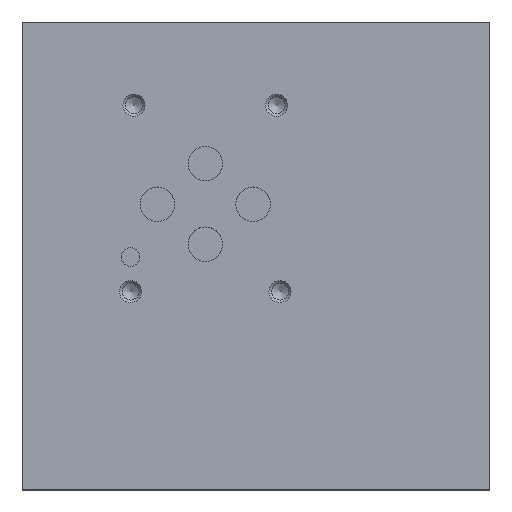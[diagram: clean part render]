
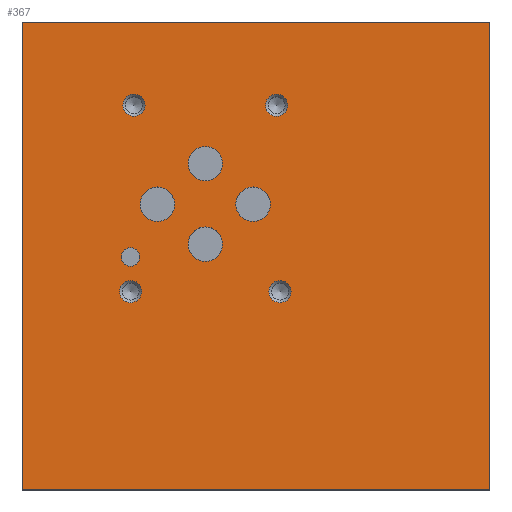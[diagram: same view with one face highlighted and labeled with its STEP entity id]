
A CAD part, top view. The second image highlights one B-rep face of the part: STEP entity #367.
In plain terms, the highlighted planar face has unit normal (0, 0, 1).
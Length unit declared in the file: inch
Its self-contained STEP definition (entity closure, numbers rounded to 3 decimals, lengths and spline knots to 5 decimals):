
#367 = ADVANCED_FACE( '', ( #978, #979, #980, #981, #982, #983, #984, #985, #986, #987 ), #988, .F. );
#978 = FACE_BOUND( '', #1888, .T. );
#979 = FACE_BOUND( '', #1889, .T. );
#980 = FACE_BOUND( '', #1890, .T. );
#981 = FACE_BOUND( '', #1891, .T. );
#982 = FACE_BOUND( '', #1892, .T. );
#983 = FACE_BOUND( '', #1893, .T. );
#984 = FACE_BOUND( '', #1894, .T. );
#985 = FACE_BOUND( '', #1895, .T. );
#986 = FACE_BOUND( '', #1896, .T. );
#987 = FACE_OUTER_BOUND( '', #1897, .T. );
#988 = PLANE( '', #1898 );
#1888 = EDGE_LOOP( '', ( #3047 ) );
#1889 = EDGE_LOOP( '', ( #3048 ) );
#1890 = EDGE_LOOP( '', ( #3049 ) );
#1891 = EDGE_LOOP( '', ( #3050 ) );
#1892 = EDGE_LOOP( '', ( #3051 ) );
#1893 = EDGE_LOOP( '', ( #3052 ) );
#1894 = EDGE_LOOP( '', ( #3053 ) );
#1895 = EDGE_LOOP( '', ( #3054 ) );
#1896 = EDGE_LOOP( '', ( #3055 ) );
#1897 = EDGE_LOOP( '', ( #3056, #3057, #3058, #3059 ) );
#1898 = AXIS2_PLACEMENT_3D( '', #3060, #3061, #3062 );
#3047 = ORIENTED_EDGE( '', *, *, #5131, .F. );
#3048 = ORIENTED_EDGE( '', *, *, #4964, .F. );
#3049 = ORIENTED_EDGE( '', *, *, #5132, .F. );
#3050 = ORIENTED_EDGE( '', *, *, #5133, .F. );
#3051 = ORIENTED_EDGE( '', *, *, #4886, .F. );
#3052 = ORIENTED_EDGE( '', *, *, #5134, .F. );
#3053 = ORIENTED_EDGE( '', *, *, #5135, .F. );
#3054 = ORIENTED_EDGE( '', *, *, #5136, .F. );
#3055 = ORIENTED_EDGE( '', *, *, #5070, .F. );
#3056 = ORIENTED_EDGE( '', *, *, #5137, .T. );
#3057 = ORIENTED_EDGE( '', *, *, #5057, .F. );
#3058 = ORIENTED_EDGE( '', *, *, #5138, .F. );
#3059 = ORIENTED_EDGE( '', *, *, #5139, .T. );
#3060 = CARTESIAN_POINT( '', ( 4., 4., 4. ) );
#3061 = DIRECTION( '', ( 0., 0., -1. ) );
#3062 = DIRECTION( '', ( -1., 0., 0. ) );
#4886 = EDGE_CURVE( '', #5749, #5749, #5750, .T. );
#4964 = EDGE_CURVE( '', #5885, #5885, #5886, .T. );
#5057 = EDGE_CURVE( '', #6063, #6058, #6065, .T. );
#5070 = EDGE_CURVE( '', #6082, #6082, #6083, .T. );
#5131 = EDGE_CURVE( '', #6188, #6188, #6189, .T. );
#5132 = EDGE_CURVE( '', #6190, #6190, #6191, .T. );
#5133 = EDGE_CURVE( '', #6192, #6192, #6193, .T. );
#5134 = EDGE_CURVE( '', #6194, #6194, #6195, .T. );
#5135 = EDGE_CURVE( '', #6196, #6196, #6197, .T. );
#5136 = EDGE_CURVE( '', #6198, #6198, #6199, .T. );
#5137 = EDGE_CURVE( '', #6200, #6058, #6201, .T. );
#5138 = EDGE_CURVE( '', #6202, #6063, #6203, .T. );
#5139 = EDGE_CURVE( '', #6202, #6200, #6204, .T. );
#5749 = VERTEX_POINT( '', #7013 );
#5750 = CIRCLE( '', #7014, 0.079 );
#5885 = VERTEX_POINT( '', #7181 );
#5886 = CIRCLE( '', #7182, 0.095 );
#6058 = VERTEX_POINT( '', #7413 );
#6063 = VERTEX_POINT( '', #7420 );
#6065 = LINE( '', #7423, #7424 );
#6082 = VERTEX_POINT( '', #7443 );
#6083 = CIRCLE( '', #7444, 0.1475 );
#6188 = VERTEX_POINT( '', #7604 );
#6189 = CIRCLE( '', #7605, 0.095 );
#6190 = VERTEX_POINT( '', #7606 );
#6191 = CIRCLE( '', #7607, 0.095 );
#6192 = VERTEX_POINT( '', #7608 );
#6193 = CIRCLE( '', #7609, 0.095 );
#6194 = VERTEX_POINT( '', #7610 );
#6195 = CIRCLE( '', #7611, 0.1475 );
#6196 = VERTEX_POINT( '', #7612 );
#6197 = CIRCLE( '', #7613, 0.1475 );
#6198 = VERTEX_POINT( '', #7614 );
#6199 = CIRCLE( '', #7615, 0.1475 );
#6200 = VERTEX_POINT( '', #7616 );
#6201 = LINE( '', #7617, #7618 );
#6202 = VERTEX_POINT( '', #7619 );
#6203 = LINE( '', #7620, #7621 );
#6204 = LINE( '', #7622, #7623 );
#7013 = CARTESIAN_POINT( '', ( 1.005, 1.988, 4. ) );
#7014 = AXIS2_PLACEMENT_3D( '', #8656, #8657, #8658 );
#7181 = CARTESIAN_POINT( '', ( 1.021, 1.692, 4. ) );
#7182 = AXIS2_PLACEMENT_3D( '', #8766, #8767, #8768 );
#7413 = CARTESIAN_POINT( '', ( 0., 0., 4. ) );
#7420 = CARTESIAN_POINT( '', ( 4., 0., 4. ) );
#7423 = CARTESIAN_POINT( '', ( 4., 0., 4. ) );
#7424 = VECTOR( '', #8918, 39.37008 );
#7443 = CARTESIAN_POINT( '', ( 1.3035, 2.44, 4. ) );
#7444 = AXIS2_PLACEMENT_3D( '', #8933, #8934, #8935 );
#7604 = CARTESIAN_POINT( '', ( 1.05, 3.287, 4. ) );
#7605 = AXIS2_PLACEMENT_3D( '', #9019, #9020, #9021 );
#7606 = CARTESIAN_POINT( '', ( 2.301, 1.692, 4. ) );
#7607 = AXIS2_PLACEMENT_3D( '', #9022, #9023, #9024 );
#7608 = CARTESIAN_POINT( '', ( 2.271, 3.287, 4. ) );
#7609 = AXIS2_PLACEMENT_3D( '', #9025, #9026, #9027 );
#7610 = CARTESIAN_POINT( '', ( 1.7135, 2.098, 4. ) );
#7611 = AXIS2_PLACEMENT_3D( '', #9028, #9029, #9030 );
#7612 = CARTESIAN_POINT( '', ( 1.7135, 2.787, 4. ) );
#7613 = AXIS2_PLACEMENT_3D( '', #9031, #9032, #9033 );
#7614 = CARTESIAN_POINT( '', ( 2.1225, 2.44, 4. ) );
#7615 = AXIS2_PLACEMENT_3D( '', #9034, #9035, #9036 );
#7616 = CARTESIAN_POINT( '', ( 0., 4., 4. ) );
#7617 = CARTESIAN_POINT( '', ( 0., 4., 4. ) );
#7618 = VECTOR( '', #9037, 39.37008 );
#7619 = CARTESIAN_POINT( '', ( 4., 4., 4. ) );
#7620 = CARTESIAN_POINT( '', ( 4., 4., 4. ) );
#7621 = VECTOR( '', #9038, 39.37008 );
#7622 = CARTESIAN_POINT( '', ( 4., 4., 4. ) );
#7623 = VECTOR( '', #9039, 39.37008 );
#8656 = CARTESIAN_POINT( '', ( 0.926, 1.988, 4. ) );
#8657 = DIRECTION( '', ( 0., 0., 1. ) );
#8658 = DIRECTION( '', ( 1., 0., 0. ) );
#8766 = CARTESIAN_POINT( '', ( 0.926, 1.692, 4. ) );
#8767 = DIRECTION( '', ( 0., 0., 1. ) );
#8768 = DIRECTION( '', ( 1., 0., 0. ) );
#8918 = DIRECTION( '', ( -1., 0., 0. ) );
#8933 = CARTESIAN_POINT( '', ( 1.156, 2.44, 4. ) );
#8934 = DIRECTION( '', ( 0., 0., 1. ) );
#8935 = DIRECTION( '', ( 1., 0., 0. ) );
#9019 = CARTESIAN_POINT( '', ( 0.955, 3.287, 4. ) );
#9020 = DIRECTION( '', ( 0., 0., 1. ) );
#9021 = DIRECTION( '', ( 1., 0., 0. ) );
#9022 = CARTESIAN_POINT( '', ( 2.206, 1.692, 4. ) );
#9023 = DIRECTION( '', ( 0., 0., 1. ) );
#9024 = DIRECTION( '', ( 1., 0., 0. ) );
#9025 = CARTESIAN_POINT( '', ( 2.176, 3.287, 4. ) );
#9026 = DIRECTION( '', ( 0., 0., 1. ) );
#9027 = DIRECTION( '', ( 1., 0., 0. ) );
#9028 = CARTESIAN_POINT( '', ( 1.566, 2.098, 4. ) );
#9029 = DIRECTION( '', ( 0., 0., 1. ) );
#9030 = DIRECTION( '', ( 1., 0., 0. ) );
#9031 = CARTESIAN_POINT( '', ( 1.566, 2.787, 4. ) );
#9032 = DIRECTION( '', ( 0., 0., 1. ) );
#9033 = DIRECTION( '', ( 1., 0., 0. ) );
#9034 = CARTESIAN_POINT( '', ( 1.975, 2.44, 4. ) );
#9035 = DIRECTION( '', ( 0., 0., 1. ) );
#9036 = DIRECTION( '', ( 1., 0., 0. ) );
#9037 = DIRECTION( '', ( 0., -1., 0. ) );
#9038 = DIRECTION( '', ( 0., -1., 0. ) );
#9039 = DIRECTION( '', ( -1., 0., 0. ) );
